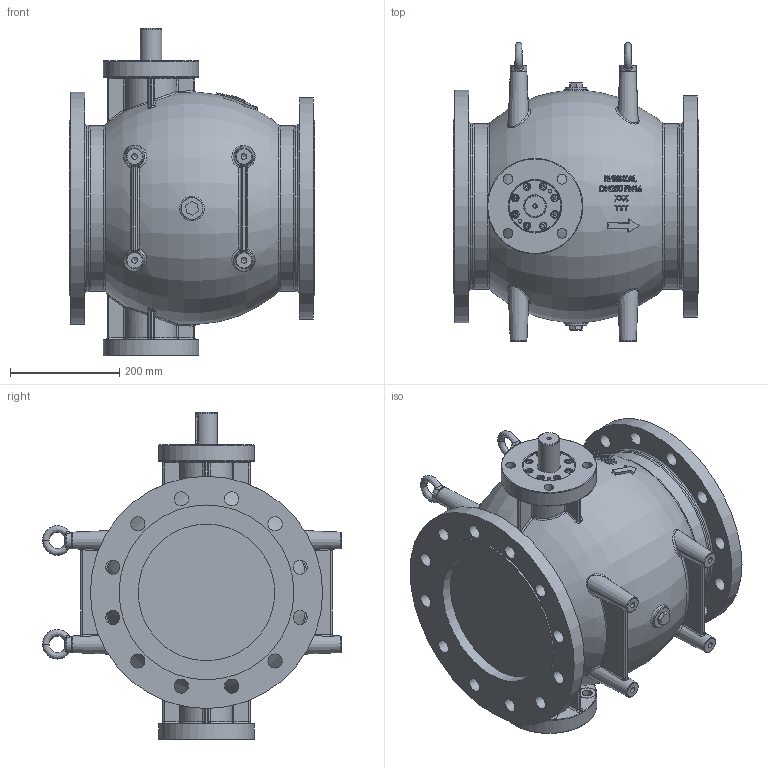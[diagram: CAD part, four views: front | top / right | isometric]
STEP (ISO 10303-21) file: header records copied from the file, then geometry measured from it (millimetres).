
FILE_DESCRIPTION (( 'STEP AP203' ), '1' );
FILE_NAME ('DN250PN16.STEP', '2026-03-06T05:44:50', ( '' ), ( '' ), 'SwSTEP 2.0', 'SolidWorks 2025', '' );
FILE_SCHEMA (( 'CONFIG_CONTROL_DESIGN' ));
Length unit declared in the file: millimetre
Products named in the file (9): 1-2 INCH NPT VENT PLUG; B18.3.1M - 8 x 1.25 x 20 Hex SHCS -- 20NHX_B18.3.1M - 8 x 1.25 x 20 Hex SHCS -- 20NHX; Stem; RV.xxx.15D.0101.0400.C.D.1.C.01 body casting_BODY FINISH MACH; Gland; DN250PN16; B18.3.1M - 6 x 1.0 x 16 Hex SHCS -- 16CHX_B18.3.1M - 6 x 1.0 x 16 Hex SHCS -- 16CHX; Eyebolt DIN 358-M12-C_Eyebolt DIN 358-M12-C; NDE cover
Assembly tree (26 placements, depth 2):
  DN250PN16
    RV.xxx.15D.0101.0400.C.D.1.C.01 body casting_BODY FINISH MACH
    B18.3.1M - 6 x 1.0 x 16 Hex SHCS -- 16CHX_B18.3.1M - 6 x 1.0 x 16 Hex SHCS -- 16CHX  x6
    B18.3.1M - 8 x 1.25 x 20 Hex SHCS -- 20NHX_B18.3.1M - 8 x 1.25 x 20 Hex SHCS -- 20NHX  x10
    1-2 INCH NPT VENT PLUG  x2
    Eyebolt DIN 358-M12-C_Eyebolt DIN 358-M12-C  x4
    Stem
    Gland
    NDE cover
Bounding box: 450 x 546.99 x 600 mm (x, y, z)
Volume: 51799454.3 mm3; surface area: 1492519.9 mm2
Topology: 26 solids, 26 shells, 1345 faces, 3124 edges, 1922 vertices
Faces by surface type: plane 387, bspline 357, cylinder 271, torus 155, cone 127, sphere 48
Full cylindrical faces by diameter (mm): 6 x6, 6.8 x22, 8 x12, 9 x16, 9.4 x4, 10 x6, 10.2 x8, 12 x4, 13 x10, 14 x16, 17.856 x2, 18 x8, 21 x10, 26 x24, 30 x4, 32 x8, 40 x3, 40.1 x3, 44.8 x2, 48 x2, 54.5 x2, 60 x4, 60.1 x2, 95 x2, 96 x2, 175 x2, 215 x1, 250 x1, 276 x1, 303 x2
Entity records: 51148 total; most frequent: CARTESIAN_POINT 31490, ORIENTED_EDGE 3798, DIRECTION 3010, EDGE_CURVE 1899, EDGE_LOOP 1424, AXIS2_PLACEMENT_3D 1400, VERTEX_POINT 1301, FACE_OUTER_BOUND 1154
